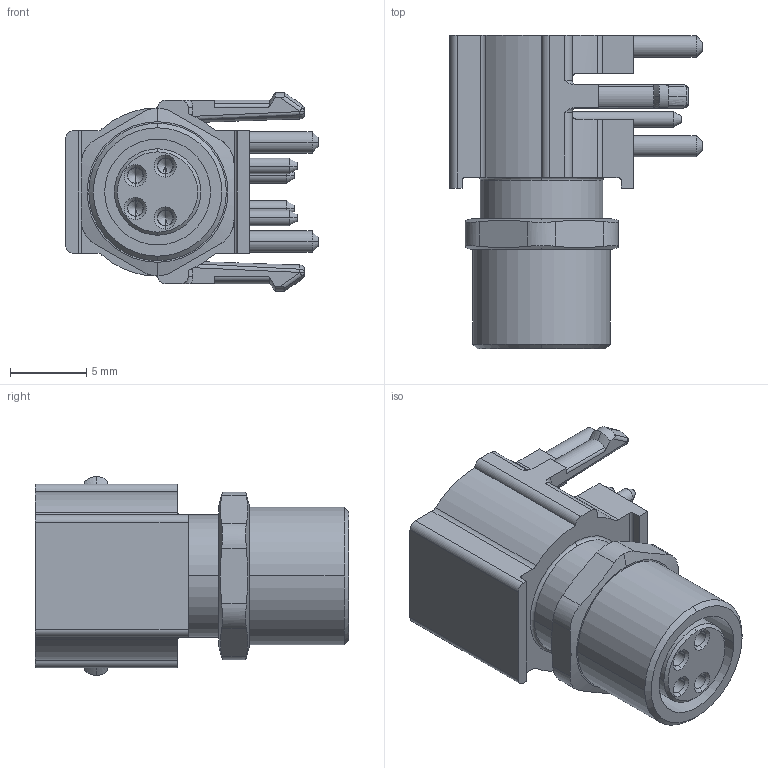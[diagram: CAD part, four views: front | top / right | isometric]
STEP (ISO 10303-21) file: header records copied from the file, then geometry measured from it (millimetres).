
FILE_DESCRIPTION(('SolidDesigner STEP Export'),'2;1');
FILE_NAME('1526169.stp','2010-02-26T12:35:57',(''),(''),'CoCreate Modeling STEP processor for AP214 (Solid Model)','CoCreate Modeling 16.00A 16-Aug-2008 (C) Parametric Technology GmbH','');
FILE_SCHEMA(('AUTOMOTIVE_DESIGN { 1 0 10303 214 1 1 1 1 }'));
Length unit declared in the file: millimetre
Products named in the file (2): 1526169
Assembly tree (1 placements, depth 2):
  1526169
    1526169
Bounding box: 16.5 x 20.5 x 13 mm (x, y, z)
Volume: 1197 mm3; surface area: 1765.8 mm2
Topology: 1 solids, 1 shells, 342 faces, 895 edges, 557 vertices
Faces by surface type: cylinder 132, plane 91, cone 54, torus 33, sphere 14, bspline 10, extrusion 8
Entity records: 10397 total; most frequent: CARTESIAN_POINT 2297, ORIENTED_EDGE 1754, DIRECTION 1563, EDGE_CURVE 877, AXIS2_PLACEMENT_3D 606, VERTEX_POINT 557, EDGE_LOOP 362, VECTOR 351
